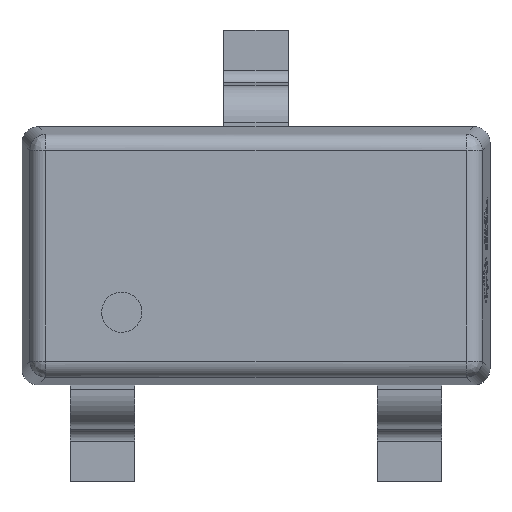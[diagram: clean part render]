
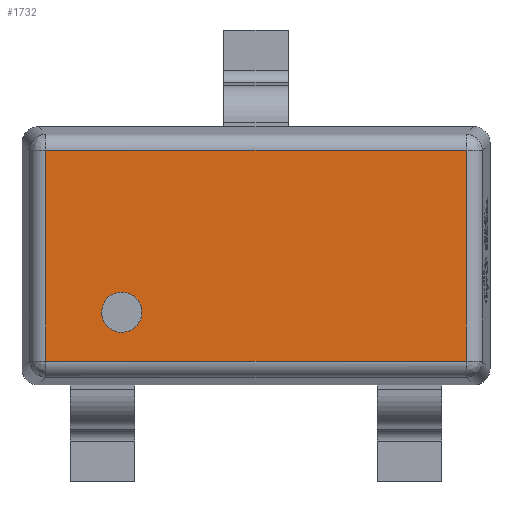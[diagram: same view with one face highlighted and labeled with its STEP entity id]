
A CAD part, top view. The second image highlights one B-rep face of the part: STEP entity #1732.
In plain terms, the highlighted free-form (B-spline) face has degree [1, 1] with [2, 2] control points.
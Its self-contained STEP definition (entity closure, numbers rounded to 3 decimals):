
#24 = VERTEX_POINT('',#25);
#25 = CARTESIAN_POINT('',(-0.707,-0.35,1.1
    ));
#30 = EDGE_CURVE('',#31,#24,#33,.T.);
#31 = VERTEX_POINT('',#32);
#32 = CARTESIAN_POINT('',(-0.956,-0.35,1.1
    ));
#33 = ( BOUNDED_CURVE() B_SPLINE_CURVE(2,(#34,#35,#36,#37,#38),
.UNSPECIFIED.,.F.,.F.) B_SPLINE_CURVE_WITH_KNOTS((3,2,3),(3.142,
4.712,6.283),.PIECEWISE_BEZIER_KNOTS.) CURVE() 
GEOMETRIC_REPRESENTATION_ITEM() RATIONAL_B_SPLINE_CURVE((1.,
0.707,1.,0.707,1.)) REPRESENTATION_ITEM('') );
#34 = CARTESIAN_POINT('',(-0.956,-0.35,1.1
    ));
#35 = CARTESIAN_POINT('',(-0.956,-0.475,1.1)
  );
#36 = CARTESIAN_POINT('',(-0.831,-0.475,1.1)
  );
#37 = CARTESIAN_POINT('',(-0.707,-0.475,1.1)
  );
#38 = CARTESIAN_POINT('',(-0.707,-0.35,1.1
    ));
#1732 = ADVANCED_FACE('',(#1733,#1744),#1774,.T.);
#1733 = FACE_BOUND('',#1734,.T.);
#1734 = EDGE_LOOP('',(#1735,#1743));
#1735 = ORIENTED_EDGE('',*,*,#1736,.F.);
#1736 = EDGE_CURVE('',#24,#31,#1737,.T.);
#1737 = ( BOUNDED_CURVE() B_SPLINE_CURVE(2,(#1738,#1739,#1740,#1741,
#1742),.UNSPECIFIED.,.F.,.F.) B_SPLINE_CURVE_WITH_KNOTS((3,2,3),(0.,
1.571,3.142),.PIECEWISE_BEZIER_KNOTS.) CURVE() 
GEOMETRIC_REPRESENTATION_ITEM() RATIONAL_B_SPLINE_CURVE((1.,
0.707,1.,0.707,1.)) REPRESENTATION_ITEM('') );
#1738 = CARTESIAN_POINT('',(-0.707,-0.35,
    1.1));
#1739 = CARTESIAN_POINT('',(-0.707,-0.225,
    1.1));
#1740 = CARTESIAN_POINT('',(-0.831,-0.225,
    1.1));
#1741 = CARTESIAN_POINT('',(-0.956,-0.225,
    1.1));
#1742 = CARTESIAN_POINT('',(-0.956,-0.35,
    1.1));
#1743 = ORIENTED_EDGE('',*,*,#30,.F.);
#1744 = FACE_BOUND('',#1745,.T.);
#1745 = EDGE_LOOP('',(#1746,#1755,#1762,#1769));
#1746 = ORIENTED_EDGE('',*,*,#1747,.T.);
#1747 = EDGE_CURVE('',#1748,#1750,#1752,.T.);
#1748 = VERTEX_POINT('',#1749);
#1749 = CARTESIAN_POINT('',(1.303,-0.653,1.1)
  );
#1750 = VERTEX_POINT('',#1751);
#1751 = CARTESIAN_POINT('',(1.303,0.653,1.1)
  );
#1752 = B_SPLINE_CURVE_WITH_KNOTS('',1,(#1753,#1754),.UNSPECIFIED.,.F.,
  .F.,(2,2),(-0.653,0.653),.PIECEWISE_BEZIER_KNOTS.);
#1753 = CARTESIAN_POINT('',(1.303,-0.653,1.1)
  );
#1754 = CARTESIAN_POINT('',(1.303,0.653,1.1)
  );
#1755 = ORIENTED_EDGE('',*,*,#1756,.T.);
#1756 = EDGE_CURVE('',#1750,#1757,#1759,.T.);
#1757 = VERTEX_POINT('',#1758);
#1758 = CARTESIAN_POINT('',(-1.303,0.653,1.1)
  );
#1759 = B_SPLINE_CURVE_WITH_KNOTS('',1,(#1760,#1761),.UNSPECIFIED.,.F.,
  .F.,(2,2),(-1.303,1.303),.PIECEWISE_BEZIER_KNOTS.);
#1760 = CARTESIAN_POINT('',(1.303,0.653,1.1)
  );
#1761 = CARTESIAN_POINT('',(-1.303,0.653,1.1)
  );
#1762 = ORIENTED_EDGE('',*,*,#1763,.T.);
#1763 = EDGE_CURVE('',#1757,#1764,#1766,.T.);
#1764 = VERTEX_POINT('',#1765);
#1765 = CARTESIAN_POINT('',(-1.303,-0.653,1.1
    ));
#1766 = B_SPLINE_CURVE_WITH_KNOTS('',1,(#1767,#1768),.UNSPECIFIED.,.F.,
  .F.,(2,2),(-0.653,0.653),.PIECEWISE_BEZIER_KNOTS.);
#1767 = CARTESIAN_POINT('',(-1.303,0.653,1.1)
  );
#1768 = CARTESIAN_POINT('',(-1.303,-0.653,1.1
    ));
#1769 = ORIENTED_EDGE('',*,*,#1770,.T.);
#1770 = EDGE_CURVE('',#1764,#1748,#1771,.T.);
#1771 = B_SPLINE_CURVE_WITH_KNOTS('',1,(#1772,#1773),.UNSPECIFIED.,.F.,
  .F.,(2,2),(-1.303,1.303),.PIECEWISE_BEZIER_KNOTS.);
#1772 = CARTESIAN_POINT('',(-1.303,-0.653,1.1
    ));
#1773 = CARTESIAN_POINT('',(1.303,-0.653,1.1)
  );
#1774 = B_SPLINE_SURFACE_WITH_KNOTS('',1,1,(
    (#1775,#1776)
    ,(#1777,#1778
    )),.UNSPECIFIED.,.F.,.F.,.F.,(2,2),(2,2),(-1.303,
    1.303),(-0.653,0.653),
  .PIECEWISE_BEZIER_KNOTS.);
#1775 = CARTESIAN_POINT('',(-1.303,-0.653,1.1
    ));
#1776 = CARTESIAN_POINT('',(-1.303,0.653,1.1)
  );
#1777 = CARTESIAN_POINT('',(1.303,-0.653,1.1)
  );
#1778 = CARTESIAN_POINT('',(1.303,0.653,1.1)
  );
